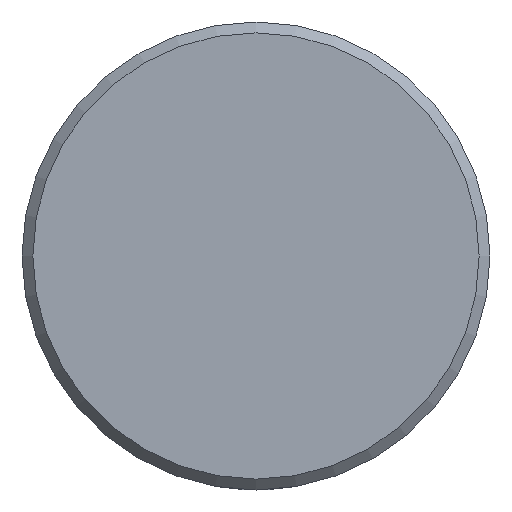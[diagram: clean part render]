
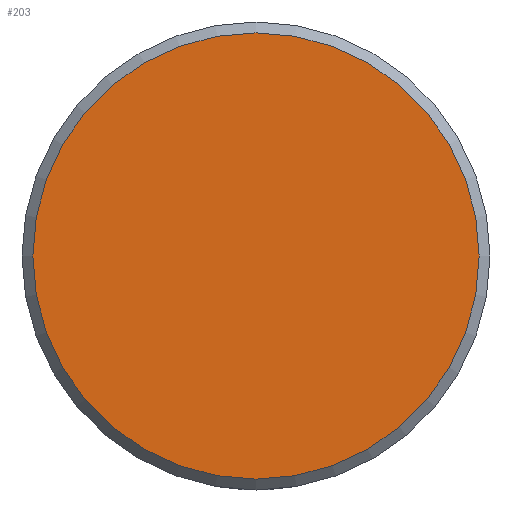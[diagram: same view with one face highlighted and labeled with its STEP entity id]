
A CAD part, front view. The second image highlights one B-rep face of the part: STEP entity #203.
In plain terms, the highlighted planar face has unit normal (0, -1, 0).
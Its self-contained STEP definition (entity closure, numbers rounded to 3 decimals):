
#22=PLANE('',#249);
#60=FACE_OUTER_BOUND('',#72,.T.);
#72=EDGE_LOOP('',(#187));
#86=CIRCLE('',#248,41.05);
#105=VERTEX_POINT('',#588);
#132=EDGE_CURVE('',#105,#105,#86,.T.);
#187=ORIENTED_EDGE('',*,*,#132,.F.);
#203=ADVANCED_FACE('',(#60),#22,.T.);
#248=AXIS2_PLACEMENT_3D('',#589,#300,#301);
#249=AXIS2_PLACEMENT_3D('',#591,#303,#304);
#300=DIRECTION('center_axis',(0.,1.,0.));
#301=DIRECTION('ref_axis',(0.,0.,-1.));
#303=DIRECTION('center_axis',(0.,-1.,0.));
#304=DIRECTION('ref_axis',(0.,0.,-1.));
#588=CARTESIAN_POINT('',(0.,0.,41.05));
#589=CARTESIAN_POINT('Origin',(0.,0.,0.));
#591=CARTESIAN_POINT('Origin',(0.,0.,0.));
